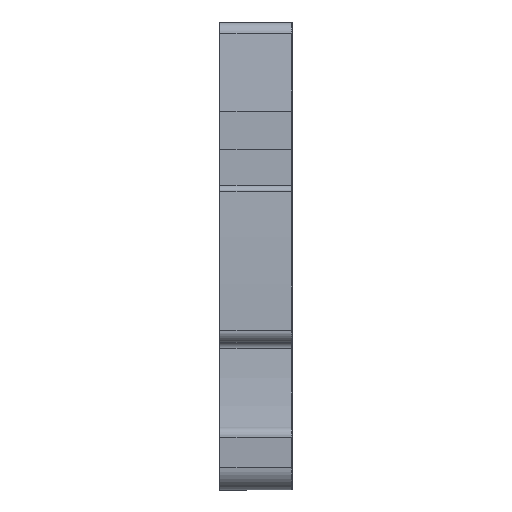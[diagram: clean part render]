
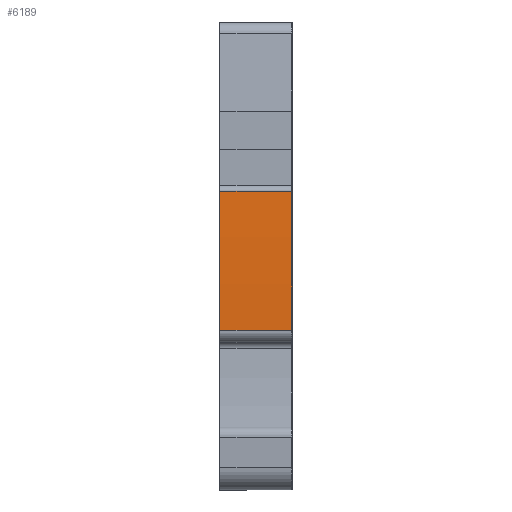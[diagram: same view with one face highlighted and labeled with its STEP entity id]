
A CAD part, front view. The second image highlights one B-rep face of the part: STEP entity #6189.
In plain terms, the highlighted cylindrical face has radius 198.503 mm (diameter 397.006 mm), a partial arc.
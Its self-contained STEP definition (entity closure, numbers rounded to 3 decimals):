
#1978=AXIS2_PLACEMENT_3D('Circle Axis2P3D',#1976,#1977,$) ;
#6169=AXIS2_PLACEMENT_3D('Cylinder Axis2P3D',#6166,#6167,#6168) ;
#6180=AXIS2_PLACEMENT_3D('Circle Axis2P3D',#6178,#6179,$) ;
#1973=CARTESIAN_POINT('Vertex',(0.,1.539,13.45)) ;
#1976=CARTESIAN_POINT('Axis2P3D Location',(0.,200.009,17.05)) ;
#1980=CARTESIAN_POINT('Vertex',(0.,1.674,25.2)) ;
#6146=CARTESIAN_POINT('Line Origine',(3.025,1.674,25.2)) ;
#6150=CARTESIAN_POINT('Vertex',(6.05,1.674,25.2)) ;
#6166=CARTESIAN_POINT('Axis2P3D Location',(0.025,200.009,17.05)) ;
#6171=CARTESIAN_POINT('Line Origine',(0.025,1.539,13.45)) ;
#6175=CARTESIAN_POINT('Vertex',(6.05,1.539,13.45)) ;
#6178=CARTESIAN_POINT('Axis2P3D Location',(6.05,200.009,17.05)) ;
#1977=DIRECTION('Axis2P3D Direction',(-1.,0.,0.)) ;
#6147=DIRECTION('Vector Direction',(-1.,0.,0.)) ;
#6167=DIRECTION('Axis2P3D Direction',(-1.,0.,0.)) ;
#6168=DIRECTION('Axis2P3D XDirection',(0.,-1.,-0.018)) ;
#6172=DIRECTION('Vector Direction',(-1.,0.,0.)) ;
#6179=DIRECTION('Axis2P3D Direction',(-1.,0.,0.)) ;
#6148=VECTOR('Line Direction',#6147,1.) ;
#6173=VECTOR('Line Direction',#6172,1.) ;
#6184=ORIENTED_EDGE('',*,*,#6152,.T.) ;
#6185=ORIENTED_EDGE('',*,*,#1982,.F.) ;
#6186=ORIENTED_EDGE('',*,*,#6177,.T.) ;
#6187=ORIENTED_EDGE('',*,*,#6182,.T.) ;
#6189=ADVANCED_FACE('MLD 1',(#6188),#6170,.T.) ;
#1979=CIRCLE('generated circle',#1978,198.503) ;
#6181=CIRCLE('generated circle',#6180,198.503) ;
#6170=CYLINDRICAL_SURFACE('generated cylinder',#6169,198.503) ;
#1982=EDGE_CURVE('',#1974,#1981,#1979,.T.) ;
#6152=EDGE_CURVE('',#6151,#1981,#6149,.T.) ;
#6177=EDGE_CURVE('',#1974,#6176,#6174,.F.) ;
#6182=EDGE_CURVE('',#6176,#6151,#6181,.T.) ;
#6183=EDGE_LOOP('',(#6184,#6185,#6186,#6187)) ;
#6188=FACE_OUTER_BOUND('',#6183,.T.) ;
#6149=LINE('Line',#6146,#6148) ;
#6174=LINE('Line',#6171,#6173) ;
#1974=VERTEX_POINT('',#1973) ;
#1981=VERTEX_POINT('',#1980) ;
#6151=VERTEX_POINT('',#6150) ;
#6176=VERTEX_POINT('',#6175) ;
